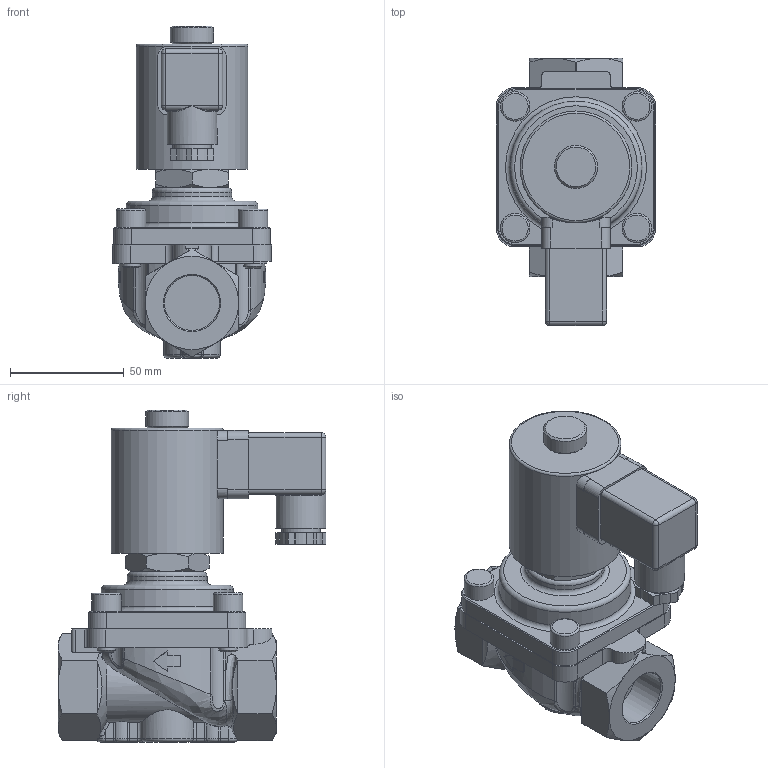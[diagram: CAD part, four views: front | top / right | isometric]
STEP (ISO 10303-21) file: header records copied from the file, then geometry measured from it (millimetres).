
FILE_DESCRIPTION(/* description */ ('3D-Modell'),/* implementation_level */ '2;1');
FILE_NAME(/* name */ 'A3524_1004_.802.stp',/* time_stamp */ '2018-11-27T07:11:43+01:00',/* author */ ('EFast'),/* organization */ (''),/* preprocessor_version */ 'ST-DEVELOPER v16.1',/* originating_system */ 'Autodesk Inventor 2016',/* authorisation */ '');
FILE_SCHEMA (('AUTOMOTIVE_DESIGN { 1 0 10303 214 3 1 1 }'));
Length unit declared in the file: millimetre
Products named in the file (1): 88-004065
Bounding box: 70 x 117.8 x 146 mm (x, y, z)
Volume: 405739.4 mm3; surface area: 52432.1 mm2
Topology: 1 solids, 1 shells, 389 faces, 983 edges, 612 vertices
Faces by surface type: plane 137, cylinder 133, cone 48, torus 35, bspline 32, sphere 4
Full cylindrical faces by diameter (mm): 4.917 x2, 8 x4, 13 x4, 17 x1, 19 x1, 22 x1, 24.117 x2, 35 x1, 49.2 x1, 58 x1
Entity records: 15098 total; most frequent: CARTESIAN_POINT 6283, ORIENTED_EDGE 1862, DIRECTION 1784, EDGE_CURVE 929, AXIS2_PLACEMENT_3D 709, VERTEX_POINT 604, EDGE_LOOP 451, FACE_OUTER_BOUND 389
